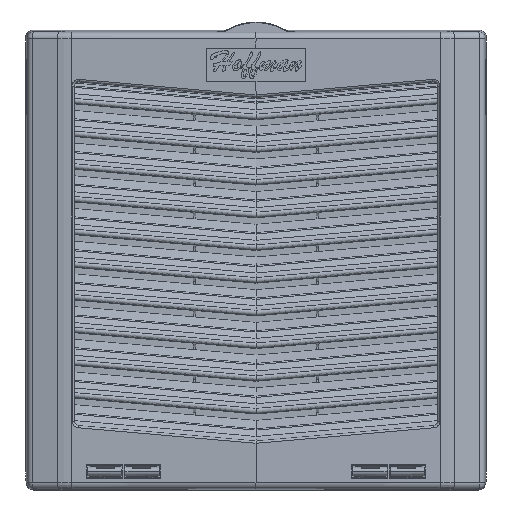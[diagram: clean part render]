
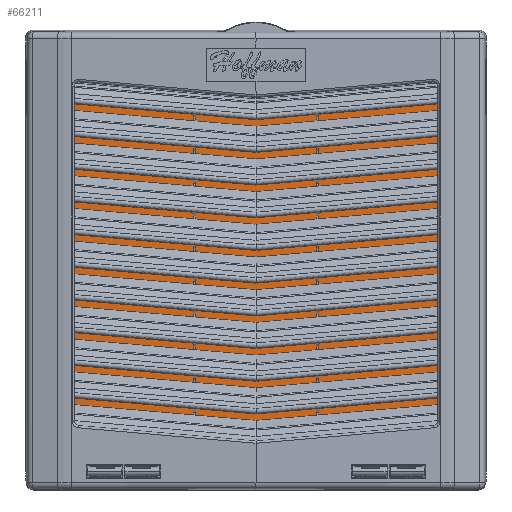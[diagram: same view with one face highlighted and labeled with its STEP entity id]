
A CAD part, top view. The second image highlights one B-rep face of the part: STEP entity #66211.
In plain terms, the highlighted planar face has unit normal (0, 0, 1).
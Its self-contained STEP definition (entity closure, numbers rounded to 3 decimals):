
#2738 = DIRECTION ( 'NONE',  ( 0., -1., 0. ) ) ;
#3936 = CARTESIAN_POINT ( 'NONE',  ( -85., -85., 0. ) ) ;
#5089 = EDGE_LOOP ( 'NONE', ( #104936, #54508, #113754, #24822 ) ) ;
#7739 = CARTESIAN_POINT ( 'NONE',  ( -85., -85., 0. ) ) ;
#12798 = LINE ( 'NONE', #105467, #36673 ) ;
#19819 = FACE_OUTER_BOUND ( 'NONE', #5089, .T. ) ;
#24822 = ORIENTED_EDGE ( 'NONE', *, *, #103226, .T. ) ;
#25392 = VECTOR ( 'NONE', #2738, 1000. ) ;
#28534 = LINE ( 'NONE', #83409, #25392 ) ;
#28756 = VECTOR ( 'NONE', #38361, 1000. ) ;
#29262 = VERTEX_POINT ( 'NONE', #79097 ) ;
#36673 = VECTOR ( 'NONE', #115712, 1000. ) ;
#37114 = DIRECTION ( 'NONE',  ( 0., 0., -1. ) ) ;
#38361 = DIRECTION ( 'NONE',  ( 1., 0., 0. ) ) ;
#54508 = ORIENTED_EDGE ( 'NONE', *, *, #124171, .T. ) ;
#55050 = VERTEX_POINT ( 'NONE', #3936 ) ;
#61132 = AXIS2_PLACEMENT_3D ( 'NONE', #97811, #37114, #108003 ) ;
#64104 = EDGE_CURVE ( 'NONE', #91811, #55050, #28534, .T. ) ;
#66211 = ADVANCED_FACE ( 'NONE', ( #19819 ), #107587, .F. ) ;
#68939 = VERTEX_POINT ( 'NONE', #107401 ) ;
#73632 = LINE ( 'NONE', #88184, #124350 ) ;
#79097 = CARTESIAN_POINT ( 'NONE',  ( 85., -85., 0. ) ) ;
#83409 = CARTESIAN_POINT ( 'NONE',  ( -85., -85., 0. ) ) ;
#83526 = EDGE_CURVE ( 'NONE', #29262, #68939, #12798, .T. ) ;
#85894 = LINE ( 'NONE', #7739, #28756 ) ;
#87307 = DIRECTION ( 'NONE',  ( -1., 0., 0. ) ) ;
#88184 = CARTESIAN_POINT ( 'NONE',  ( -85., 85., 0. ) ) ;
#91811 = VERTEX_POINT ( 'NONE', #128580 ) ;
#97811 = CARTESIAN_POINT ( 'NONE',  ( 0., 0., 0. ) ) ;
#103226 = EDGE_CURVE ( 'NONE', #55050, #29262, #85894, .T. ) ;
#104936 = ORIENTED_EDGE ( 'NONE', *, *, #83526, .T. ) ;
#105467 = CARTESIAN_POINT ( 'NONE',  ( 85., -85., 0. ) ) ;
#107401 = CARTESIAN_POINT ( 'NONE',  ( 85., 85., 0. ) ) ;
#107587 = PLANE ( 'NONE',  #61132 ) ;
#108003 = DIRECTION ( 'NONE',  ( -1., 0., 0. ) ) ;
#113754 = ORIENTED_EDGE ( 'NONE', *, *, #64104, .T. ) ;
#115712 = DIRECTION ( 'NONE',  ( 0., 1., 0. ) ) ;
#124171 = EDGE_CURVE ( 'NONE', #68939, #91811, #73632, .T. ) ;
#124350 = VECTOR ( 'NONE', #87307, 1000. ) ;
#128580 = CARTESIAN_POINT ( 'NONE',  ( -85., 85., 0. ) ) ;
